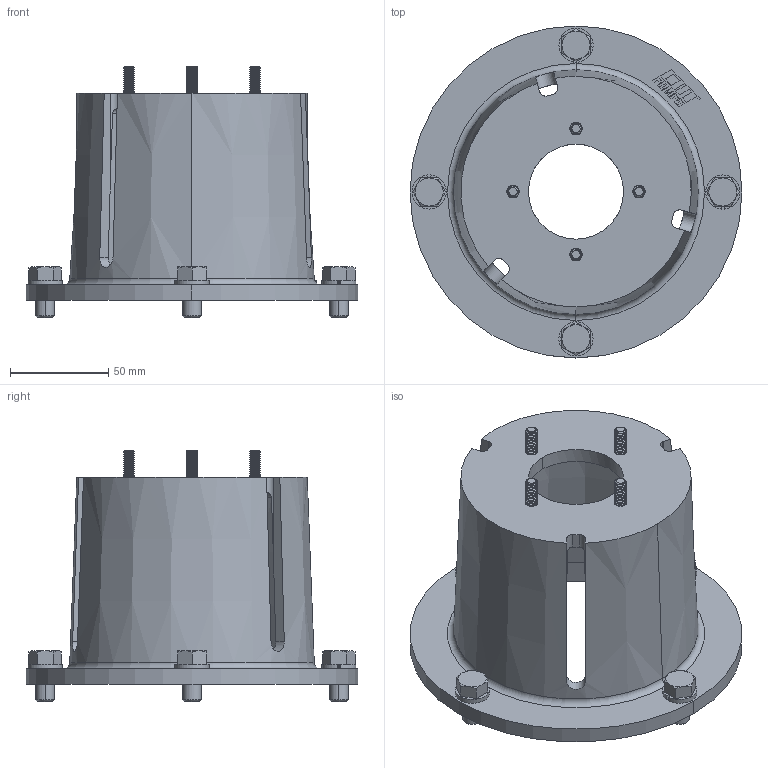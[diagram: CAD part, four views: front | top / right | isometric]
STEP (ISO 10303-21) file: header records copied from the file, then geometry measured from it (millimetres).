
FILE_DESCRIPTION (( 'STEP AP214' ), '1' );
FILE_NAME ('76056.3FR.STEP', '2014-11-12T19:40:51', ( '' ), ( '' ), 'SwSTEP 2.0', 'SolidWorks 2014', '' );
FILE_SCHEMA (( 'AUTOMOTIVE_DESIGN' ));
Length unit declared in the file: inch
Products named in the file (1): 76056.3FR
Bounding box: 168.66 x 168.66 x 127.65 mm (x, y, z)
Volume: 353161.2 mm3; surface area: 124062.6 mm2
Topology: 17 solids, 17 shells, 1229 faces, 3137 edges, 1954 vertices
Faces by surface type: bspline 392, plane 345, cylinder 320, cone 152, torus 20
Entity records: 64153 total; most frequent: CARTESIAN_POINT 22827, ORIENTED_EDGE 6274, DIRECTION 3932, EDGE_CURVE 3137, VERTEX_POINT 1954, AXIS2_PLACEMENT_3D 1401, EDGE_LOOP 1273, DIMENSIONAL_EXPONENTS 1248
